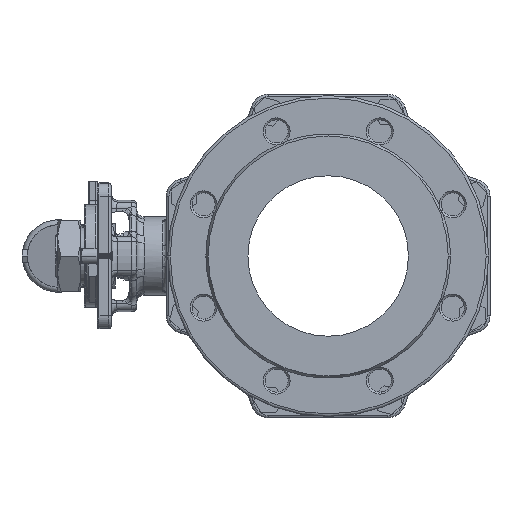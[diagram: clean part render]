
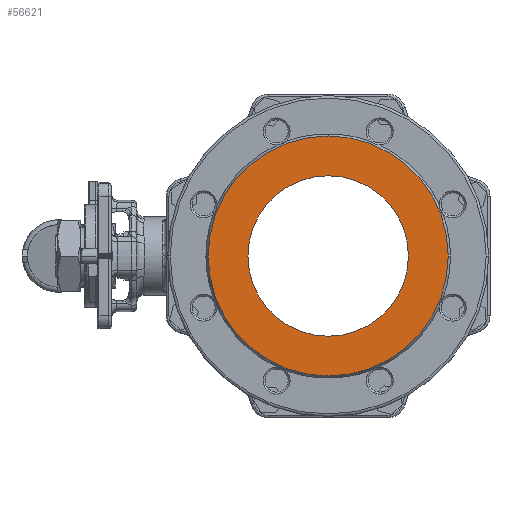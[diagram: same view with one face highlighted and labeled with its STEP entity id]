
A CAD part, left-side view. The second image highlights one B-rep face of the part: STEP entity #56621.
In plain terms, the highlighted face is planar.
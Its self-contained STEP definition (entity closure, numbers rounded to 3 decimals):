
#49918=CARTESIAN_POINT('',(0.,124.5,0.));
#49919=DIRECTION('',(0.,-1.,0.));
#49920=DIRECTION('',(1.,0.,0.));
#49921=AXIS2_PLACEMENT_3D('',#49918,#49919,#49920);
#49948=CARTESIAN_POINT('',(0.,124.5,0.));
#49949=DIRECTION('',(0.,-1.,0.));
#49950=DIRECTION('',(-1.,0.,0.));
#49951=AXIS2_PLACEMENT_3D('',#49948,#49949,#49950);
#50206=CARTESIAN_POINT('',(0.,124.5,0.));
#50207=DIRECTION('',(0.,-1.,0.));
#50208=DIRECTION('',(1.,0.,0.));
#50209=AXIS2_PLACEMENT_3D('',#50206,#50207,#50208);
#50216=CARTESIAN_POINT('',(0.,124.5,0.));
#50217=DIRECTION('',(0.,-1.,0.));
#50218=DIRECTION('',(-1.,0.,0.));
#50219=AXIS2_PLACEMENT_3D('',#50216,#50217,#50218);
#52304=CARTESIAN_POINT('',(93.493,124.5,0.));
#52305=CARTESIAN_POINT('',(-93.493,124.5,0.));
#52306=VERTEX_POINT('',#52304);
#52307=VERTEX_POINT('',#52305);
#52308=CARTESIAN_POINT('',(62.5,124.5,0.));
#52309=CARTESIAN_POINT('',(-62.5,124.5,0.));
#52310=VERTEX_POINT('',#52308);
#52311=VERTEX_POINT('',#52309);
#56605=CARTESIAN_POINT('',(0.,124.5,0.));
#56606=DIRECTION('',(0.,-1.,0.));
#56607=DIRECTION('',(0.,0.,1.));
#56608=AXIS2_PLACEMENT_3D('',#56605,#56606,#56607);
#56609=PLANE('',#56608);
#56610=ORIENTED_EDGE('',*,*,#56584,.T.);
#56612=ORIENTED_EDGE('',*,*,#56611,.T.);
#56613=EDGE_LOOP('',(#56610,#56612));
#56614=FACE_OUTER_BOUND('',#56613,.F.);
#56616=ORIENTED_EDGE('',*,*,#56615,.F.);
#56618=ORIENTED_EDGE('',*,*,#56617,.F.);
#56619=EDGE_LOOP('',(#56616,#56618));
#56620=FACE_BOUND('',#56619,.F.);
#49922=CIRCLE('',#49921,93.493);
#49952=CIRCLE('',#49951,93.493);
#50210=CIRCLE('',#50209,62.5);
#50220=CIRCLE('',#50219,62.5);
#56584=EDGE_CURVE('',#52306,#52307,#49922,.T.);
#56611=EDGE_CURVE('',#52307,#52306,#49952,.T.);
#56615=EDGE_CURVE('',#52310,#52311,#50210,.T.);
#56617=EDGE_CURVE('',#52311,#52310,#50220,.T.);
#56621=ADVANCED_FACE('',(#56614,#56620),#56609,.F.);
